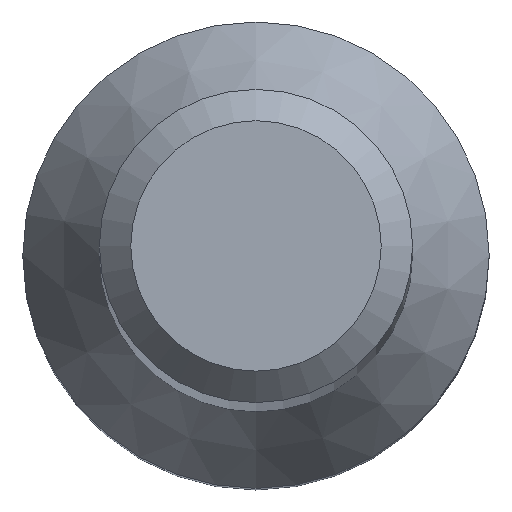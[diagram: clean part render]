
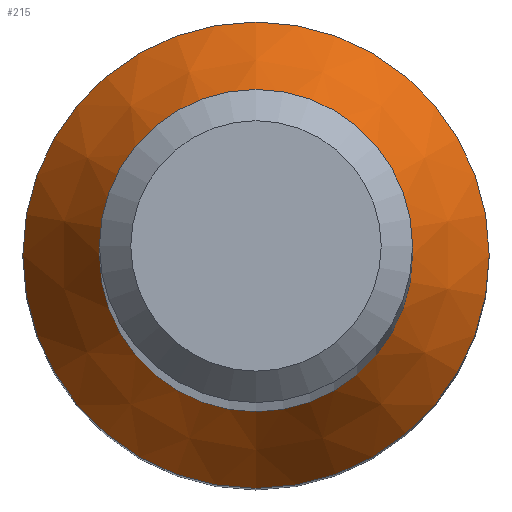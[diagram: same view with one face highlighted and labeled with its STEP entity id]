
A CAD part, top view. The second image highlights one B-rep face of the part: STEP entity #215.
In plain terms, the highlighted conical face has half-angle 30 degrees and reference radius 2.979 mm.
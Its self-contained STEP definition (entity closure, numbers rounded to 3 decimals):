
#24 = DIRECTION ( 'NONE',  ( 0., 1., 0. ) ) ;
#28 = CARTESIAN_POINT ( 'NONE',  ( 0., 0., 13.992 ) ) ;
#34 = AXIS2_PLACEMENT_3D ( 'NONE', #28, #120, #24 ) ;
#59 = ORIENTED_EDGE ( 'NONE', *, *, #219, .T. ) ;
#73 = AXIS2_PLACEMENT_3D ( 'NONE', #89, #126, #203 ) ;
#74 = DIRECTION ( 'NONE',  ( 0., 1., 0. ) ) ;
#89 = CARTESIAN_POINT ( 'NONE',  ( 0., 0., 12.296 ) ) ;
#114 = CARTESIAN_POINT ( 'NONE',  ( 0., 2., 13.992 ) ) ;
#120 = DIRECTION ( 'NONE',  ( 0., 0., -1. ) ) ;
#125 = CIRCLE ( 'NONE', #34, 2. ) ;
#126 = DIRECTION ( 'NONE',  ( 0., 0., -1. ) ) ;
#130 = VERTEX_POINT ( 'NONE', #114 ) ;
#132 = VERTEX_POINT ( 'NONE', #208 ) ;
#164 = FACE_BOUND ( 'NONE', #201, .T. ) ;
#179 = EDGE_LOOP ( 'NONE', ( #181 ) ) ;
#181 = ORIENTED_EDGE ( 'NONE', *, *, #242, .F. ) ;
#184 = FACE_OUTER_BOUND ( 'NONE', #179, .T. ) ;
#188 = CONICAL_SURFACE ( 'NONE', #73, 2.979, 0.524 ) ;
#190 = DIRECTION ( 'NONE',  ( 0., 0., -1. ) ) ;
#201 = EDGE_LOOP ( 'NONE', ( #59 ) ) ;
#203 = DIRECTION ( 'NONE',  ( 0., 1., 0. ) ) ;
#206 = CARTESIAN_POINT ( 'NONE',  ( 0., 0., 12.296 ) ) ;
#208 = CARTESIAN_POINT ( 'NONE',  ( 0., 2.979, 12.296 ) ) ;
#215 = ADVANCED_FACE ( 'NONE', ( #164, #184 ), #188, .T. ) ;
#219 = EDGE_CURVE ( 'NONE', #130, #130, #125, .T. ) ;
#227 = AXIS2_PLACEMENT_3D ( 'NONE', #206, #190, #74 ) ;
#240 = CIRCLE ( 'NONE', #227, 2.979 ) ;
#242 = EDGE_CURVE ( 'NONE', #132, #132, #240, .T. ) ;
